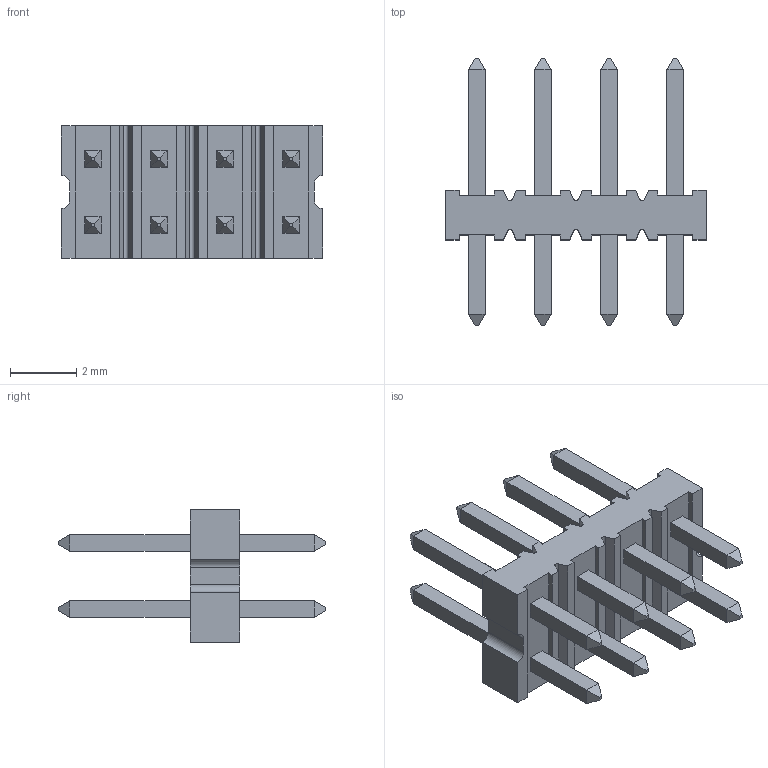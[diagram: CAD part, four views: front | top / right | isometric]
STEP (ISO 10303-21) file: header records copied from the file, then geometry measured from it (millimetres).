
FILE_DESCRIPTION(('STEP AP214'),'1');
FILE_NAME('87758-0816.stp','2020-06-09T15:03:04',('TraceParts'),('TraceParts S.A.'),'Spatial InterOp 3D',' ',' ');
FILE_SCHEMA(('AUTOMOTIVE_DESIGN { 1 0 10303 214 1 1 1 1 }'));
Length unit declared in the file: millimetre
Products named in the file (1): 87758-0816_1
Bounding box: 7.9 x 8.1 x 4 mm (x, y, z)
Volume: 52.8 mm3; surface area: 217.6 mm2
Topology: 1 solids, 1 shells, 214 faces, 548 edges, 376 vertices
Faces by surface type: plane 204, cylinder 10
Entity records: 6302 total; most frequent: CARTESIAN_POINT 1092, ORIENTED_EDGE 1048, DIRECTION 1016, EDGE_CURVE 524, LINE 512, VECTOR 512, VERTEX_POINT 328, AXIS2_PLACEMENT_3D 252
